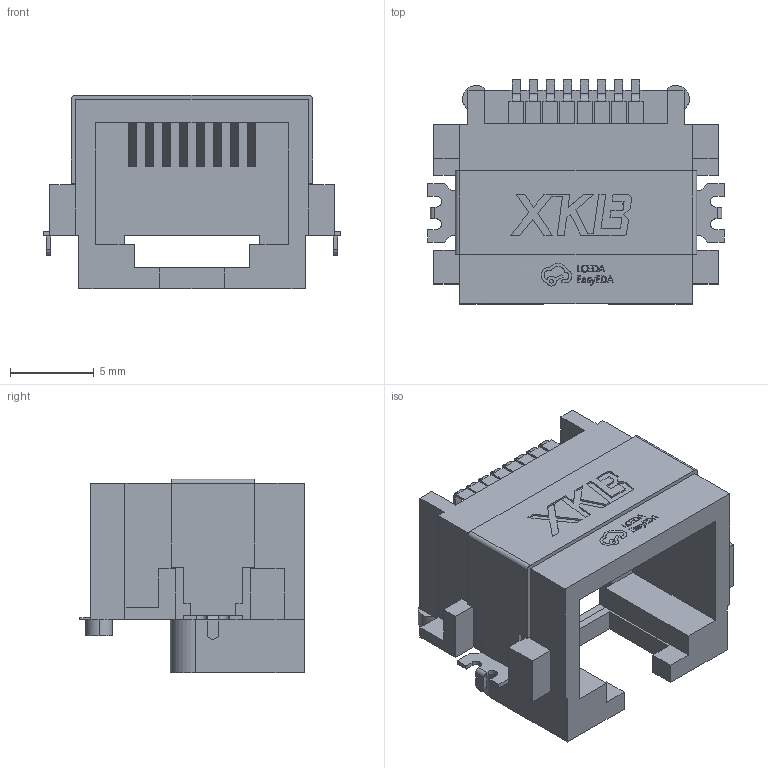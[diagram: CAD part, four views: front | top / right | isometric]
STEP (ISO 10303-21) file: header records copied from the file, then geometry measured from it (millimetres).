
FILE_DESCRIPTION((''),'2;1');
FILE_NAME('SOLID_1_2_3_4_5_6_7','2022-10-29T10:57:19',('Administrator'),(''),'CREO PARAMETRIC BY PTC INC, 2021164','CREO PARAMETRIC BY PTC INC, 2021164','');
FILE_SCHEMA(('CONFIG_CONTROL_DESIGN'));
Length unit declared in the file: millimetre
Products named in the file (1): SOLID_1_2_3_4_5_6_7
Bounding box: 17.7 x 13.4 x 11.55 mm (x, y, z)
Volume: 1000.1 mm3; surface area: 1568 mm2
Topology: 1 solids, 1 shells, 565 faces, 1737 edges, 1185 vertices
Faces by surface type: plane 495, cylinder 56, extrusion 14
Entity records: 19655 total; most frequent: CARTESIAN_POINT 4077, ORIENTED_EDGE 3474, DIRECTION 2859, EDGE_CURVE 1737, VECTOR 1493, LINE 1479, VERTEX_POINT 1185, AXIS2_PLACEMENT_3D 683
